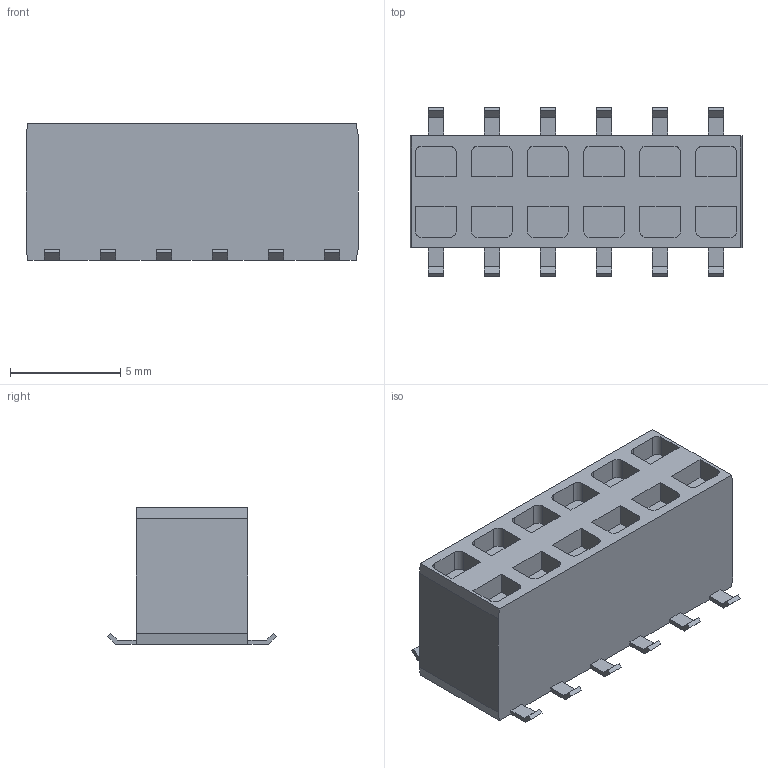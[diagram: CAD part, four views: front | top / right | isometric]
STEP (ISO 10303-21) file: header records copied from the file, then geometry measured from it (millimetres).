
FILE_DESCRIPTION(('FreeCAD Model'),'2;1');
FILE_NAME('C-969973-6.step', '2018-07-30T19:39:54',('kicad StepUp'),('ksu MCAD'), 'Open CASCADE STEP processor 6.8','FreeCAD','Unknown');
FILE_SCHEMA(('AUTOMOTIVE_DESIGN_CC2 { 1 2 10303 214 -1 1 5 4 }'));
Length unit declared in the file: millimetre
Products named in the file (2): ASSEMBLY; C-969973-6
Assembly tree (1 placements, depth 2):
  ASSEMBLY
    C-969973-6
Bounding box: 15.04 x 7.65 x 6.2 mm (x, y, z)
Volume: 443 mm3; surface area: 503.9 mm2
Topology: 1 solids, 1 shells, 166 faces, 456 edges, 304 vertices
Faces by surface type: plane 142, cylinder 24
Entity records: 5247 total; most frequent: CARTESIAN_POINT 928, ORIENTED_EDGE 912, DIRECTION 840, EDGE_CURVE 456, LINE 408, VECTOR 408, VERTEX_POINT 304, AXIS2_PLACEMENT_3D 216
